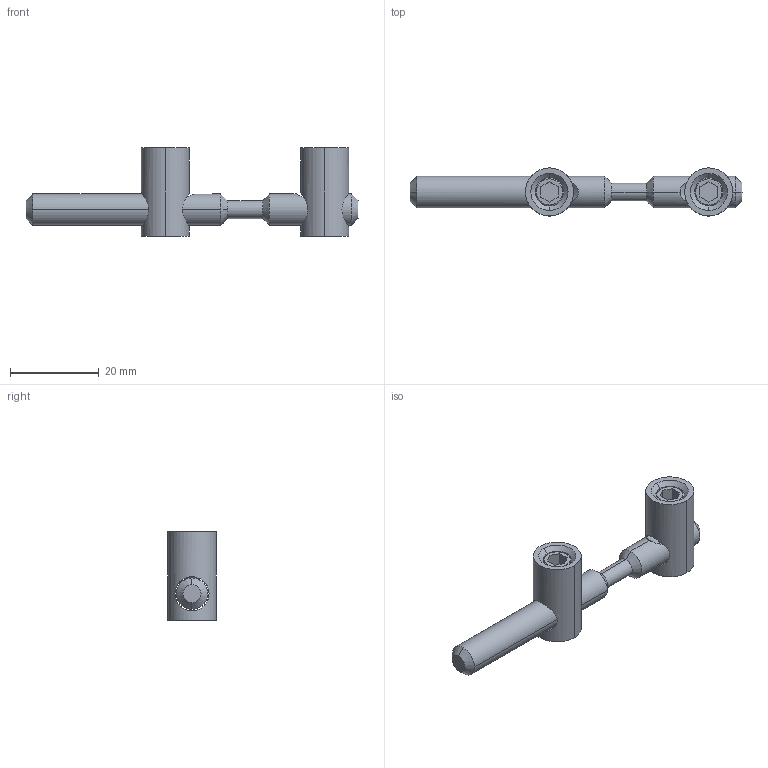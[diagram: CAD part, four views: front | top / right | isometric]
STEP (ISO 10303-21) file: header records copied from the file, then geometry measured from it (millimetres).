
FILE_DESCRIPTION(('STEP AP214'),'1');
FILE_NAME('cctmp_00F1753D-DA29-4089-A2B3-10279ADC32EA_2020_1_13_17_16_44_472..stp','2020-01-13T16:16:44',('Bosch Rexroth AG'),('CADClick - www.CADClick.com'),'Spatial InterOp 3D',' ','unknown authorization - (Healing Option Enabled)');
FILE_SCHEMA(('AUTOMOTIVE_DESIGN'));
Length unit declared in the file: millimetre
Products named in the file (1): 1
Bounding box: 75 x 10.85 x 20 mm (x, y, z)
Volume: 5050.7 mm3; surface area: 3908.7 mm2
Topology: 1 solids, 1 shells, 78 faces, 181 edges, 114 vertices
Faces by surface type: cylinder 28, plane 26, cone 24
Entity records: 3777 total; most frequent: CARTESIAN_POINT 1356, DIRECTION 367, ORIENTED_EDGE 362, EDGE_CURVE 181, AXIS2_PLACEMENT_3D 141, VERTEX_POINT 114, EDGE_LOOP 91, LINE 85
